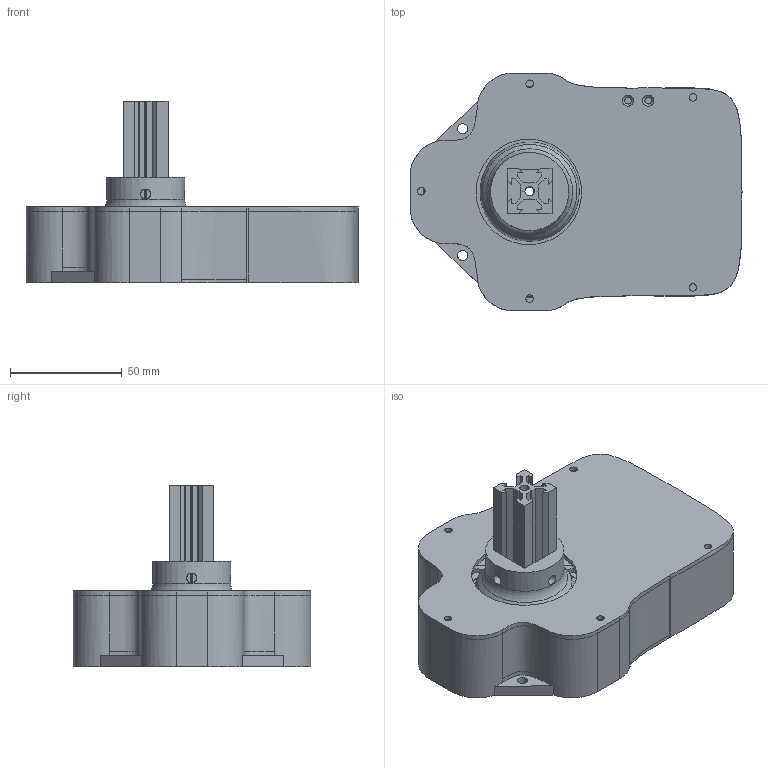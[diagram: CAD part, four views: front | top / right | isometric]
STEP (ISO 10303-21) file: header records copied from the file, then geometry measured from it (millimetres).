
FILE_DESCRIPTION(/* description */ (''),/* implementation_level */ '2;1');
FILE_NAME(/* name */ 'Base.step',/* time_stamp */ '2022-12-07T19:06:09-05:00',/* author */ (''),/* organization */ (''),/* preprocessor_version */ 'ST-DEVELOPER v19.2',/* originating_system */ 'Autodesk Translation Framework v11.17.0.187',/* authorisation */ '');
FILE_SCHEMA (('AUTOMOTIVE_DESIGN { 1 0 10303 214 3 1 1 }'));
Length unit declared in the file: millimetre
Products named in the file (17): F-16_Base; Load-Base; Load_Sensors; 50 kg Load Cell Resistance Strain Half Bridge Sensor v1; 50 kg Load Cell Resistance Strain Half Bridge Sensor v1_1; 50 kg Load Cell Resistance Strain Half Bridge Sensor v1_2; 50 kg Load Cell Resistance Strain Half Bridge Sensor v1_3; BASE, 50 kg Load Cell Resistance Strain Half Bridge Sensor; FLANGED TOP, 50 kg Load Cell Resistance Strain Half Bridge Sensor; MIDDLE RIVET, 50 kg Load Cell Resistance Strain Half Bridge Sensor; WIRED CONNECTION, 50 kg Load Cell Resistance Strain Half Bridge Senso
r; SIDE RIVET, 50 kg Load Cell Resistance Strain Half Bridge Sensor; 2020; HX711 v1(Mirror) (1); HX711 V2(Mirror) (1); HX711 v1; HX711 V2
Assembly tree (35 placements, depth 5):
  F-16_Base
    Load-Base
      Load_Sensors
        50 kg Load Cell Resistance Strain Half Bridge Sensor v1
          BASE, 50 kg Load Cell Resistance Strain Half Bridge Sensor
          FLANGED TOP, 50 kg Load Cell Resistance Strain Half Bridge Sensor
          SIDE RIVET, 50 kg Load Cell Resistance Strain Half Bridge Sensor  x2
          MIDDLE RIVET, 50 kg Load Cell Resistance Strain Half Bridge Sensor
          WIRED CONNECTION, 50 kg Load Cell Resistance Strain Half Bridge Senso
r
        50 kg Load Cell Resistance Strain Half Bridge Sensor v1_1
          BASE, 50 kg Load Cell Resistance Strain Half Bridge Sensor
          FLANGED TOP, 50 kg Load Cell Resistance Strain Half Bridge Sensor
          SIDE RIVET, 50 kg Load Cell Resistance Strain Half Bridge Sensor  x2
          MIDDLE RIVET, 50 kg Load Cell Resistance Strain Half Bridge Sensor
          WIRED CONNECTION, 50 kg Load Cell Resistance Strain Half Bridge Senso
r
        50 kg Load Cell Resistance Strain Half Bridge Sensor v1_2
          BASE, 50 kg Load Cell Resistance Strain Half Bridge Sensor
          FLANGED TOP, 50 kg Load Cell Resistance Strain Half Bridge Sensor
          SIDE RIVET, 50 kg Load Cell Resistance Strain Half Bridge Sensor  x2
          MIDDLE RIVET, 50 kg Load Cell Resistance Strain Half Bridge Sensor
          WIRED CONNECTION, 50 kg Load Cell Resistance Strain Half Bridge Senso
r
        50 kg Load Cell Resistance Strain Half Bridge Sensor v1_3
          BASE, 50 kg Load Cell Resistance Strain Half Bridge Sensor
          FLANGED TOP, 50 kg Load Cell Resistance Strain Half Bridge Sensor
          SIDE RIVET, 50 kg Load Cell Resistance Strain Half Bridge Sensor  x2
          MIDDLE RIVET, 50 kg Load Cell Resistance Strain Half Bridge Sensor
          WIRED CONNECTION, 50 kg Load Cell Resistance Strain Half Bridge Senso
r
      2020
      HX711 v1(Mirror) (1)
        HX711 V2(Mirror) (1)
      HX711 v1
        HX711 V2
Bounding box: 148.47 x 106.32 x 81.35 mm (x, y, z)
Volume: 177756.4 mm3; surface area: 128778 mm2
Topology: 181 solids, 181 shells, 1943 faces, 4399 edges, 2872 vertices
Faces by surface type: plane 1453, cylinder 447, bspline 35, torus 4, cone 4
Full cylindrical faces by diameter (mm): 0.8 x12, 1 x48, 1.4 x24, 2.9 x8, 3 x41, 3.2 x8, 3.4 x10, 3.55 x5, 4 x16, 4.2 x1, 4.5 x14, 8 x8, 8.3 x6, 10 x1, 35 x1, 44.407 x1, 47.156 x1, 60 x1
Entity records: 46554 total; most frequent: CARTESIAN_POINT 10482, DIRECTION 7146, ORIENTED_EDGE 7010, EDGE_CURVE 3505, LINE 2846, VECTOR 2846, VERTEX_POINT 2310, AXIS2_PLACEMENT_3D 2150
